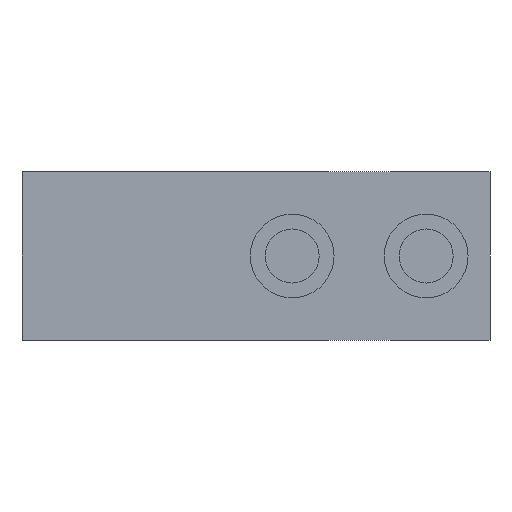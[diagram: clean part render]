
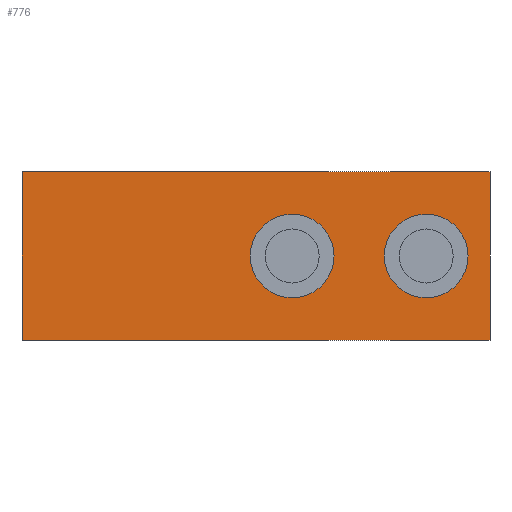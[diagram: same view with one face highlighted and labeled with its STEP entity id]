
A CAD part, left-side view. The second image highlights one B-rep face of the part: STEP entity #776.
In plain terms, the highlighted planar face has unit normal (-1, 0, 0).
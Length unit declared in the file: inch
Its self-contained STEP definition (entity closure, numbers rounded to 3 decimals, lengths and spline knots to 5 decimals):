
#4 = ORIENTED_EDGE ( 'NONE', *, *, #4163, .F. ) ;
#143 = CARTESIAN_POINT ( 'NONE',  ( 0., 0.3, -0.19685 ) ) ;
#146 = DIRECTION ( 'NONE',  ( 0., 0., -1. ) ) ;
#248 = CARTESIAN_POINT ( 'NONE',  ( 0., 0., -0.395 ) ) ;
#297 = CARTESIAN_POINT ( 'NONE',  ( 0., 0.3, 0. ) ) ;
#340 = ORIENTED_EDGE ( 'NONE', *, *, #1442, .T. ) ;
#354 = DIRECTION ( 'NONE',  ( 1., 0., 0. ) ) ;
#360 = EDGE_CURVE ( 'NONE', #730, #3933, #3661, .T. ) ;
#496 = VERTEX_POINT ( 'NONE', #795 ) ;
#667 = DIRECTION ( 'NONE',  ( 0., 0., -1. ) ) ;
#692 = VECTOR ( 'NONE', #667, 39.37008 ) ;
#719 = DIRECTION ( 'NONE',  ( 0., 0., -1. ) ) ;
#730 = VERTEX_POINT ( 'NONE', #2168 ) ;
#776 = ADVANCED_FACE ( 'PLANAR_3', ( #1832, #2767, #3943 ), #2222, .F. ) ;
#795 = CARTESIAN_POINT ( 'NONE',  ( 0., 0.3, 0.19685 ) ) ;
#936 = AXIS2_PLACEMENT_3D ( 'NONE', #2792, #354, #3203 ) ;
#959 = CARTESIAN_POINT ( 'NONE',  ( 0., 2.2, 0.395 ) ) ;
#980 = CARTESIAN_POINT ( 'NONE',  ( 0., 2.2, -0.395 ) ) ;
#1100 = EDGE_CURVE ( 'NONE', #4506, #496, #5008, .T. ) ;
#1184 = VERTEX_POINT ( 'NONE', #2440 ) ;
#1295 = CIRCLE ( 'NONE', #1356, 0.19685 ) ;
#1356 = AXIS2_PLACEMENT_3D ( 'NONE', #297, #3149, #719 ) ;
#1391 = VERTEX_POINT ( 'NONE', #959 ) ;
#1442 = EDGE_CURVE ( 'NONE', #1184, #1642, #4054, .T. ) ;
#1624 = EDGE_LOOP ( 'NONE', ( #1781, #1716 ) ) ;
#1642 = VERTEX_POINT ( 'NONE', #248 ) ;
#1666 = LINE ( 'NONE', #3492, #692 ) ;
#1716 = ORIENTED_EDGE ( 'NONE', *, *, #4272, .T. ) ;
#1735 = VECTOR ( 'NONE', #2087, 39.37008 ) ;
#1781 = ORIENTED_EDGE ( 'NONE', *, *, #1100, .T. ) ;
#1804 = CARTESIAN_POINT ( 'NONE',  ( 0., 2.2, 0.395 ) ) ;
#1832 = FACE_BOUND ( 'NONE', #4172, .T. ) ;
#1846 = CARTESIAN_POINT ( 'NONE',  ( 0., 0.93, 0. ) ) ;
#1884 = EDGE_LOOP ( 'NONE', ( #2566, #340, #4, #3382 ) ) ;
#1993 = DIRECTION ( 'NONE',  ( 0., 0., -1. ) ) ;
#2013 = DIRECTION ( 'NONE',  ( 1., 0., 0. ) ) ;
#2032 = CARTESIAN_POINT ( 'NONE',  ( 0., 0., 0.395 ) ) ;
#2036 = CARTESIAN_POINT ( 'NONE',  ( 0., 0.93, 0. ) ) ;
#2087 = DIRECTION ( 'NONE',  ( 0., 0., -1. ) ) ;
#2168 = CARTESIAN_POINT ( 'NONE',  ( 0., 0.93, 0.19685 ) ) ;
#2222 = PLANE ( 'NONE',  #4636 ) ;
#2260 = DIRECTION ( 'NONE',  ( 0., 0., -1. ) ) ;
#2372 = AXIS2_PLACEMENT_3D ( 'NONE', #2036, #2013, #1993 ) ;
#2440 = CARTESIAN_POINT ( 'NONE',  ( 0., 2.2, -0.395 ) ) ;
#2566 = ORIENTED_EDGE ( 'NONE', *, *, #5163, .T. ) ;
#2601 = DIRECTION ( 'NONE',  ( 1., 0., 0. ) ) ;
#2767 = FACE_BOUND ( 'NONE', #1624, .T. ) ;
#2792 = CARTESIAN_POINT ( 'NONE',  ( 0., 0.3, 0. ) ) ;
#2907 = LINE ( 'NONE', #3593, #3834 ) ;
#3009 = VECTOR ( 'NONE', #4590, 39.37008 ) ;
#3064 = VERTEX_POINT ( 'NONE', #2032 ) ;
#3087 = ORIENTED_EDGE ( 'NONE', *, *, #4819, .T. ) ;
#3127 = CARTESIAN_POINT ( 'NONE',  ( 0., 0.93, -0.19685 ) ) ;
#3149 = DIRECTION ( 'NONE',  ( 1., 0., 0. ) ) ;
#3182 = CIRCLE ( 'NONE', #3288, 0.19685 ) ;
#3203 = DIRECTION ( 'NONE',  ( 0., 0., -1. ) ) ;
#3288 = AXIS2_PLACEMENT_3D ( 'NONE', #1846, #4641, #2260 ) ;
#3382 = ORIENTED_EDGE ( 'NONE', *, *, #3476, .F. ) ;
#3476 = EDGE_CURVE ( 'NONE', #1391, #3064, #2907, .T. ) ;
#3492 = CARTESIAN_POINT ( 'NONE',  ( 0., 0., 0.395 ) ) ;
#3593 = CARTESIAN_POINT ( 'NONE',  ( 0., 2.2, 0.395 ) ) ;
#3661 = CIRCLE ( 'NONE', #2372, 0.19685 ) ;
#3725 = LINE ( 'NONE', #4461, #1735 ) ;
#3834 = VECTOR ( 'NONE', #3995, 39.37008 ) ;
#3933 = VERTEX_POINT ( 'NONE', #3127 ) ;
#3943 = FACE_OUTER_BOUND ( 'NONE', #1884, .T. ) ;
#3995 = DIRECTION ( 'NONE',  ( 0., -1., 0. ) ) ;
#4054 = LINE ( 'NONE', #980, #3009 ) ;
#4163 = EDGE_CURVE ( 'NONE', #3064, #1642, #1666, .T. ) ;
#4172 = EDGE_LOOP ( 'NONE', ( #3087, #5197 ) ) ;
#4272 = EDGE_CURVE ( 'NONE', #496, #4506, #1295, .T. ) ;
#4461 = CARTESIAN_POINT ( 'NONE',  ( 0., 2.2, 0.395 ) ) ;
#4506 = VERTEX_POINT ( 'NONE', #143 ) ;
#4590 = DIRECTION ( 'NONE',  ( 0., -1., 0. ) ) ;
#4636 = AXIS2_PLACEMENT_3D ( 'NONE', #1804, #2601, #146 ) ;
#4641 = DIRECTION ( 'NONE',  ( 1., 0., 0. ) ) ;
#4819 = EDGE_CURVE ( 'NONE', #3933, #730, #3182, .T. ) ;
#5008 = CIRCLE ( 'NONE', #936, 0.19685 ) ;
#5163 = EDGE_CURVE ( 'NONE', #1391, #1184, #3725, .T. ) ;
#5197 = ORIENTED_EDGE ( 'NONE', *, *, #360, .T. ) ;
